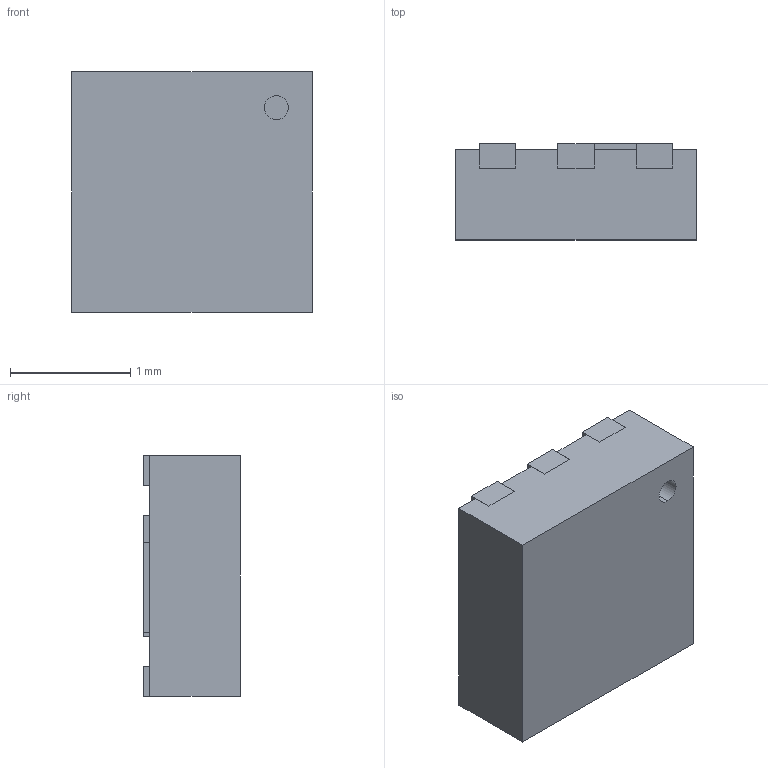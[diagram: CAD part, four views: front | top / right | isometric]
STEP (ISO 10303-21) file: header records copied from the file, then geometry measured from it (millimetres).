
FILE_DESCRIPTION (( 'STEP AP214' ), '1' );
FILE_NAME ('CSD16301Q2.STEP', '2021-11-19T07:31:33', ( '' ), ( '' ), 'SwSTEP 2.0', 'SolidWorks 2018', '' );
FILE_SCHEMA (( 'AUTOMOTIVE_DESIGN' ));
Length unit declared in the file: millimetre
Products named in the file (1): CSD16301Q2
Bounding box: 2 x 0.8 x 2 mm (x, y, z)
Volume: 3.1 mm3; surface area: 21.1 mm2
Topology: 9 solids, 9 shells, 93 faces, 216 edges, 144 vertices
Faces by surface type: plane 91, cylinder 2
Entity records: 3723 total; most frequent: CARTESIAN_POINT 454, ORIENTED_EDGE 432, DIRECTION 408, EDGE_CURVE 216, VECTOR 212, LINE 212, VERTEX_POINT 144, UNCERTAINTY_MEASURE_WITH_UNIT 104
